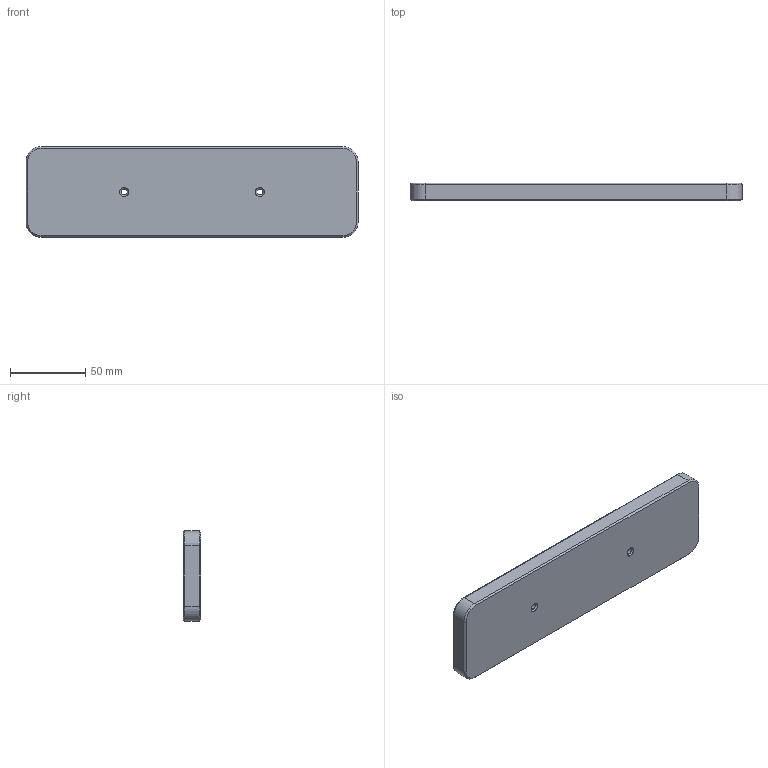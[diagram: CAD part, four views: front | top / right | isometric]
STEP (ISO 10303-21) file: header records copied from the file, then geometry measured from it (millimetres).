
FILE_DESCRIPTION (( 'STEP AP214' ), '1' );
FILE_NAME ('Target Stencil Holder.STEP', '2024-01-06T09:58:00', ( '' ), ( '' ), 'SwSTEP 2.0', 'SolidWorks 2024', '' );
FILE_SCHEMA (( 'AUTOMOTIVE_DESIGN' ));
Length unit declared in the file: millimetre
Products named in the file (1): Target Stencil Holder
Bounding box: 220 x 11.6 x 60 mm (x, y, z)
Volume: 143771.1 mm3; surface area: 33150.2 mm2
Topology: 1 solids, 1 shells, 43 faces, 100 edges, 60 vertices
Faces by surface type: plane 19, cylinder 12, cone 8, torus 4
Entity records: 1241 total; most frequent: DIRECTION 224, CARTESIAN_POINT 204, ORIENTED_EDGE 200, EDGE_CURVE 100, AXIS2_PLACEMENT_3D 80, LINE 64, VECTOR 64, VERTEX_POINT 60
